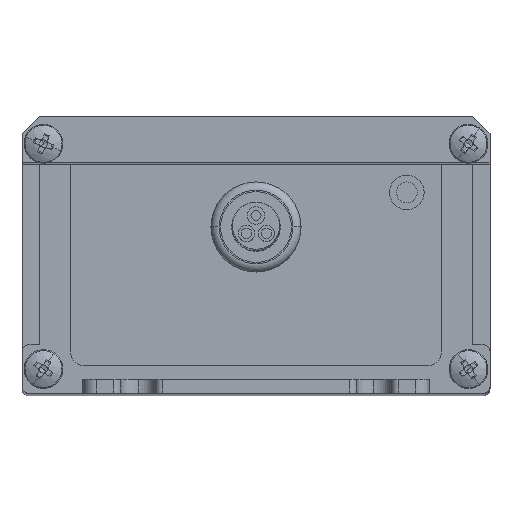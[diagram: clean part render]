
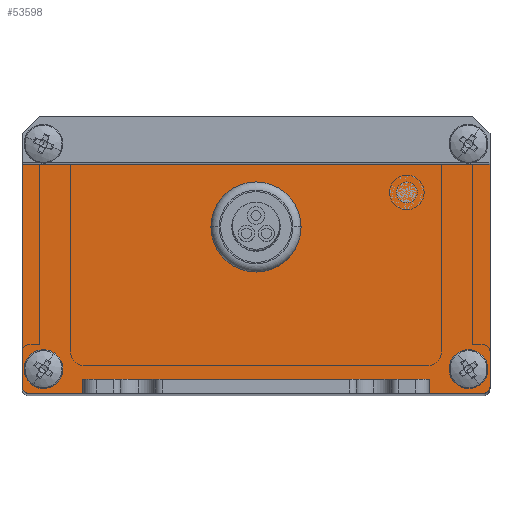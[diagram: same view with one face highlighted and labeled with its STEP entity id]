
A CAD part, top view. The second image highlights one B-rep face of the part: STEP entity #53598.
In plain terms, the highlighted face is planar.
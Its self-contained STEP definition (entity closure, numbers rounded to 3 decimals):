
#805 = CIRCLE ( 'NONE', #38448, 5.1 ) ;
#807 = CIRCLE ( 'NONE', #38452, 1.55 ) ;
#813 = CIRCLE ( 'NONE', #38464, 1.55 ) ;
#838 = CIRCLE ( 'NONE', #38525, 5.1 ) ;
#839 = CIRCLE ( 'NONE', #38524, 1.55 ) ;
#840 = CIRCLE ( 'NONE', #38528, 1.55 ) ;
#841 = CIRCLE ( 'NONE', #38530, 1. ) ;
#842 = CIRCLE ( 'NONE', #38535, 1. ) ;
#3976 = EDGE_LOOP ( 'NONE', ( #48881, #48880, #47704, #48882, #48884, #48885, #48887, #48888, #48889, #48890 ) ) ;
#3977 = EDGE_LOOP ( 'NONE', ( #48878, #48877 ) ) ;
#3978 = EDGE_LOOP ( 'NONE', ( #47703, #47706 ) ) ;
#3983 = EDGE_LOOP ( 'NONE', ( #47702, #47705 ) ) ;
#16979 = PLANE ( 'NONE',  #17532 ) ;
#16980 = CARTESIAN_POINT ( 'NONE',  ( 1.6, 2., 67.5 ) ) ;
#16981 = DIRECTION ( 'NONE',  ( -1., 0., 0. ) ) ;
#16982 = DIRECTION ( 'NONE',  ( 0., -1., 0. ) ) ;
#17529 = FACE_BOUND ( 'NONE', #3978, .T. ) ;
#17531 = FACE_BOUND ( 'NONE', #3983, .T. ) ;
#17532 = AXIS2_PLACEMENT_3D ( 'NONE', #16980, #16981, #16982 ) ;
#17536 = FACE_BOUND ( 'NONE', #3977, .T. ) ;
#17538 = FACE_OUTER_BOUND ( 'NONE', #3976, .T. ) ;
#38448 = AXIS2_PLACEMENT_3D ( 'NONE', #43913, #43914, #43915 ) ;
#38452 = AXIS2_PLACEMENT_3D ( 'NONE', #43925, #43926, #43927 ) ;
#38464 = AXIS2_PLACEMENT_3D ( 'NONE', #43961, #43962, #43963 ) ;
#38502 = VECTOR ( 'NONE', #44075, 1000. ) ;
#38506 = VECTOR ( 'NONE', #44087, 1000. ) ;
#38516 = VECTOR ( 'NONE', #44117, 1000. ) ;
#38524 = AXIS2_PLACEMENT_3D ( 'NONE', #44156, #44157, #44158 ) ;
#38525 = AXIS2_PLACEMENT_3D ( 'NONE', #44153, #44154, #44155 ) ;
#38528 = AXIS2_PLACEMENT_3D ( 'NONE', #44159, #44160, #44161 ) ;
#38530 = AXIS2_PLACEMENT_3D ( 'NONE', #44162, #44163, #44164 ) ;
#38532 = VECTOR ( 'NONE', #44168, 1000. ) ;
#38534 = VECTOR ( 'NONE', #44171, 1000. ) ;
#38535 = AXIS2_PLACEMENT_3D ( 'NONE', #44165, #44175, #44176 ) ;
#38536 = VECTOR ( 'NONE', #44174, 1000. ) ;
#38537 = VECTOR ( 'NONE', #44180, 1000. ) ;
#38538 = VECTOR ( 'NONE', #44183, 1000. ) ;
#43105 = CARTESIAN_POINT ( 'NONE',  ( 1.6, 18.9, 33.75 ) ) ;
#43106 = CARTESIAN_POINT ( 'NONE',  ( 1.6, 29.1, 33.75 ) ) ;
#43109 = CARTESIAN_POINT ( 'NONE',  ( 1.6, 1.95, 3.1 ) ) ;
#43110 = CARTESIAN_POINT ( 'NONE',  ( 1.6, 5.05, 3.1 ) ) ;
#43121 = CARTESIAN_POINT ( 'NONE',  ( 1.6, 1.95, 64.4 ) ) ;
#43122 = CARTESIAN_POINT ( 'NONE',  ( 1.6, 5.05, 64.4 ) ) ;
#43143 = CARTESIAN_POINT ( 'NONE',  ( 1.6, 0., 8.75 ) ) ;
#43154 = CARTESIAN_POINT ( 'NONE',  ( 1.6, 0., 58.75 ) ) ;
#43155 = CARTESIAN_POINT ( 'NONE',  ( 1.6, 0., 66.5 ) ) ;
#43158 = CARTESIAN_POINT ( 'NONE',  ( 1.6, 0., 1. ) ) ;
#43166 = CARTESIAN_POINT ( 'NONE',  ( 1.6, 2., 8.75 ) ) ;
#43167 = CARTESIAN_POINT ( 'NONE',  ( 1.6, 2., 58.75 ) ) ;
#43175 = CARTESIAN_POINT ( 'NONE',  ( 1.6, 1., 0. ) ) ;
#43176 = CARTESIAN_POINT ( 'NONE',  ( 1.6, 33., 0. ) ) ;
#43177 = CARTESIAN_POINT ( 'NONE',  ( 1.6, 33., 67.5 ) ) ;
#43178 = CARTESIAN_POINT ( 'NONE',  ( 1.6, 1., 67.5 ) ) ;
#43913 = CARTESIAN_POINT ( 'NONE',  ( 1.6, 24., 33.75 ) ) ;
#43914 = DIRECTION ( 'NONE',  ( 1., 0., 0. ) ) ;
#43915 = DIRECTION ( 'NONE',  ( 0., 1., 0. ) ) ;
#43925 = CARTESIAN_POINT ( 'NONE',  ( 1.6, 3.5, 3.1 ) ) ;
#43926 = DIRECTION ( 'NONE',  ( -1., 0., 0. ) ) ;
#43927 = DIRECTION ( 'NONE',  ( 0., -1., 0. ) ) ;
#43961 = CARTESIAN_POINT ( 'NONE',  ( 1.6, 3.5, 64.4 ) ) ;
#43962 = DIRECTION ( 'NONE',  ( -1., 0., 0. ) ) ;
#43963 = DIRECTION ( 'NONE',  ( 0., -1., 0. ) ) ;
#44073 = LINE ( 'NONE', #44074, #38502 ) ;
#44074 = CARTESIAN_POINT ( 'NONE',  ( 1.6, 0., 67.5 ) ) ;
#44075 = DIRECTION ( 'NONE',  ( 0., 0., 1. ) ) ;
#44085 = LINE ( 'NONE', #44086, #38506 ) ;
#44086 = CARTESIAN_POINT ( 'NONE',  ( 1.6, 0., 67.5 ) ) ;
#44087 = DIRECTION ( 'NONE',  ( 0., 0., 1. ) ) ;
#44115 = LINE ( 'NONE', #44116, #38516 ) ;
#44116 = CARTESIAN_POINT ( 'NONE',  ( 1.6, 2., 67.5 ) ) ;
#44117 = DIRECTION ( 'NONE',  ( 0., 0., -1. ) ) ;
#44153 = CARTESIAN_POINT ( 'NONE',  ( 1.6, 24., 33.75 ) ) ;
#44154 = DIRECTION ( 'NONE',  ( 1., 0., 0. ) ) ;
#44155 = DIRECTION ( 'NONE',  ( 0., 1., 0. ) ) ;
#44156 = CARTESIAN_POINT ( 'NONE',  ( 1.6, 3.5, 3.1 ) ) ;
#44157 = DIRECTION ( 'NONE',  ( -1., 0., 0. ) ) ;
#44158 = DIRECTION ( 'NONE',  ( 0., -1., 0. ) ) ;
#44159 = CARTESIAN_POINT ( 'NONE',  ( 1.6, 3.5, 64.4 ) ) ;
#44160 = DIRECTION ( 'NONE',  ( -1., 0., 0. ) ) ;
#44161 = DIRECTION ( 'NONE',  ( 0., -1., 0. ) ) ;
#44162 = CARTESIAN_POINT ( 'NONE',  ( 1.6, 1., 1. ) ) ;
#44163 = DIRECTION ( 'NONE',  ( 1., 0., 0. ) ) ;
#44164 = DIRECTION ( 'NONE',  ( 0., -1., 0. ) ) ;
#44165 = CARTESIAN_POINT ( 'NONE',  ( 1.6, 1., 66.5 ) ) ;
#44166 = LINE ( 'NONE', #44167, #38532 ) ;
#44167 = CARTESIAN_POINT ( 'NONE',  ( 1.6, 2., 0. ) ) ;
#44168 = DIRECTION ( 'NONE',  ( 0., 1., 0. ) ) ;
#44169 = LINE ( 'NONE', #44170, #38534 ) ;
#44170 = CARTESIAN_POINT ( 'NONE',  ( 1.6, 33., 67.5 ) ) ;
#44171 = DIRECTION ( 'NONE',  ( 0., 0., -1. ) ) ;
#44172 = LINE ( 'NONE', #44173, #38536 ) ;
#44173 = CARTESIAN_POINT ( 'NONE',  ( 1.6, 2., 67.5 ) ) ;
#44174 = DIRECTION ( 'NONE',  ( 0., 1., 0. ) ) ;
#44175 = DIRECTION ( 'NONE',  ( 1., 0., 0. ) ) ;
#44176 = DIRECTION ( 'NONE',  ( 0., -1., 0. ) ) ;
#44178 = LINE ( 'NONE', #44179, #38537 ) ;
#44179 = CARTESIAN_POINT ( 'NONE',  ( 1.6, -1., 58.75 ) ) ;
#44180 = DIRECTION ( 'NONE',  ( 0., 1., 0. ) ) ;
#44181 = LINE ( 'NONE', #44182, #38538 ) ;
#44182 = CARTESIAN_POINT ( 'NONE',  ( 1.6, -1., 8.75 ) ) ;
#44183 = DIRECTION ( 'NONE',  ( 0., 1., 0. ) ) ;
#46104 = VERTEX_POINT ( 'NONE', #43105 ) ;
#46105 = VERTEX_POINT ( 'NONE', #43106 ) ;
#46108 = VERTEX_POINT ( 'NONE', #43109 ) ;
#46109 = VERTEX_POINT ( 'NONE', #43110 ) ;
#46120 = VERTEX_POINT ( 'NONE', #43121 ) ;
#46121 = VERTEX_POINT ( 'NONE', #43122 ) ;
#46142 = VERTEX_POINT ( 'NONE', #43143 ) ;
#46153 = VERTEX_POINT ( 'NONE', #43154 ) ;
#46154 = VERTEX_POINT ( 'NONE', #43155 ) ;
#46157 = VERTEX_POINT ( 'NONE', #43158 ) ;
#46165 = VERTEX_POINT ( 'NONE', #43166 ) ;
#46166 = VERTEX_POINT ( 'NONE', #43167 ) ;
#46174 = VERTEX_POINT ( 'NONE', #43175 ) ;
#46175 = VERTEX_POINT ( 'NONE', #43176 ) ;
#46176 = VERTEX_POINT ( 'NONE', #43177 ) ;
#46177 = VERTEX_POINT ( 'NONE', #43178 ) ;
#47702 = ORIENTED_EDGE ( 'NONE', *, *, #48005, .F. ) ;
#47703 = ORIENTED_EDGE ( 'NONE', *, *, #47929, .T. ) ;
#47704 = ORIENTED_EDGE ( 'NONE', *, *, #48009, .T. ) ;
#47705 = ORIENTED_EDGE ( 'NONE', *, *, #47925, .F. ) ;
#47706 = ORIENTED_EDGE ( 'NONE', *, *, #48006, .T. ) ;
#47925 = EDGE_CURVE ( 'NONE', #46104, #46105, #805, .T. ) ;
#47929 = EDGE_CURVE ( 'NONE', #46109, #46108, #807, .T. ) ;
#47941 = EDGE_CURVE ( 'NONE', #46121, #46120, #813, .T. ) ;
#47978 = EDGE_CURVE ( 'NONE', #46153, #46154, #44073, .T. ) ;
#47982 = EDGE_CURVE ( 'NONE', #46157, #46142, #44085, .T. ) ;
#47992 = EDGE_CURVE ( 'NONE', #46166, #46165, #44115, .T. ) ;
#48005 = EDGE_CURVE ( 'NONE', #46105, #46104, #838, .T. ) ;
#48006 = EDGE_CURVE ( 'NONE', #46108, #46109, #839, .T. ) ;
#48007 = EDGE_CURVE ( 'NONE', #46120, #46121, #840, .T. ) ;
#48008 = EDGE_CURVE ( 'NONE', #46157, #46174, #841, .T. ) ;
#48009 = EDGE_CURVE ( 'NONE', #46174, #46175, #44166, .T. ) ;
#48010 = EDGE_CURVE ( 'NONE', #46176, #46175, #44169, .T. ) ;
#48011 = EDGE_CURVE ( 'NONE', #46177, #46176, #44172, .T. ) ;
#48012 = EDGE_CURVE ( 'NONE', #46177, #46154, #842, .T. ) ;
#48013 = EDGE_CURVE ( 'NONE', #46153, #46166, #44178, .T. ) ;
#48014 = EDGE_CURVE ( 'NONE', #46142, #46165, #44181, .T. ) ;
#48877 = ORIENTED_EDGE ( 'NONE', *, *, #48007, .T. ) ;
#48878 = ORIENTED_EDGE ( 'NONE', *, *, #47941, .T. ) ;
#48880 = ORIENTED_EDGE ( 'NONE', *, *, #48008, .T. ) ;
#48881 = ORIENTED_EDGE ( 'NONE', *, *, #47982, .F. ) ;
#48882 = ORIENTED_EDGE ( 'NONE', *, *, #48010, .F. ) ;
#48884 = ORIENTED_EDGE ( 'NONE', *, *, #48011, .F. ) ;
#48885 = ORIENTED_EDGE ( 'NONE', *, *, #48012, .T. ) ;
#48887 = ORIENTED_EDGE ( 'NONE', *, *, #47978, .F. ) ;
#48888 = ORIENTED_EDGE ( 'NONE', *, *, #48013, .T. ) ;
#48889 = ORIENTED_EDGE ( 'NONE', *, *, #47992, .T. ) ;
#48890 = ORIENTED_EDGE ( 'NONE', *, *, #48014, .F. ) ;
#53598 = ADVANCED_FACE ( 'NONE', ( #17531, #17529, #17536, #17538 ), #16979, .F. ) ;
